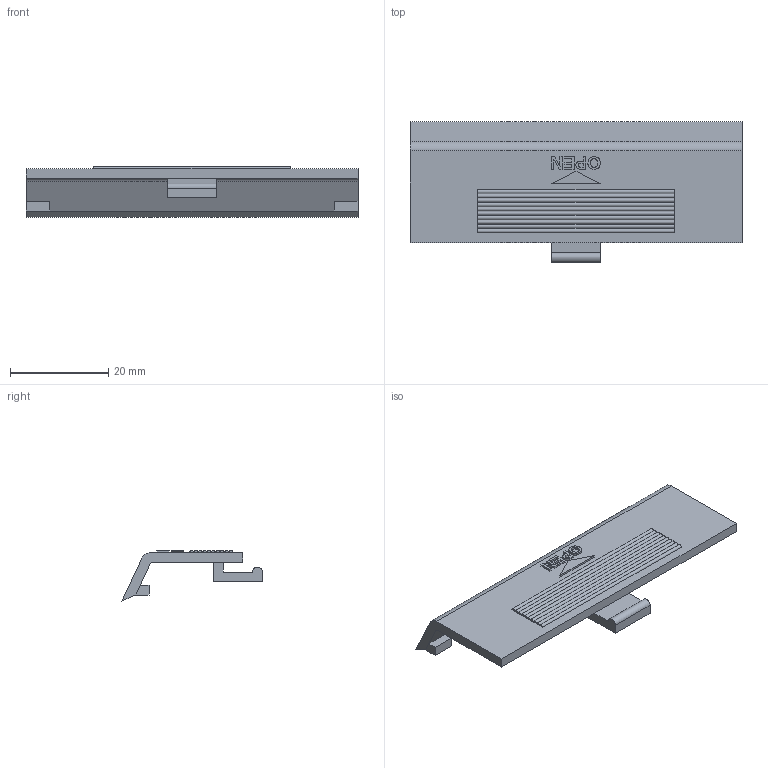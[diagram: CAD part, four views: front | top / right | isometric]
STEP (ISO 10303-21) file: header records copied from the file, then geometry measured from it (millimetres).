
FILE_DESCRIPTION(('FreeCAD Model'),'2;1');
FILE_NAME('Open CASCADE Shape Model','2025-05-08T10:44:09',(''),(''), 'Open CASCADE STEP processor 7.8','FreeCAD','Unknown');
FILE_SCHEMA(('AP242_MANAGED_MODEL_BASED_3D_ENGINEERING_MIM_LF. {1 0 10303 442 1 1 4 }'));
Length unit declared in the file: millimetre
Products named in the file (1): Fusion
Bounding box: 67.6 x 28.65 x 10.37 mm (x, y, z)
Volume: 4256.2 mm3; surface area: 4882.6 mm2
Topology: 1 solids, 1 shells, 355 faces, 951 edges, 632 vertices
Faces by surface type: plane 172, extrusion 170, cylinder 13
Entity records: 23594 total; most frequent: CARTESIAN_POINT 5571, DIRECTION 2731, VECTOR 2285, LINE 2115, ORIENTED_EDGE 1902, PCURVE 1902, DEFINITIONAL_REPRESENTATION 1902, EDGE_CURVE 951
